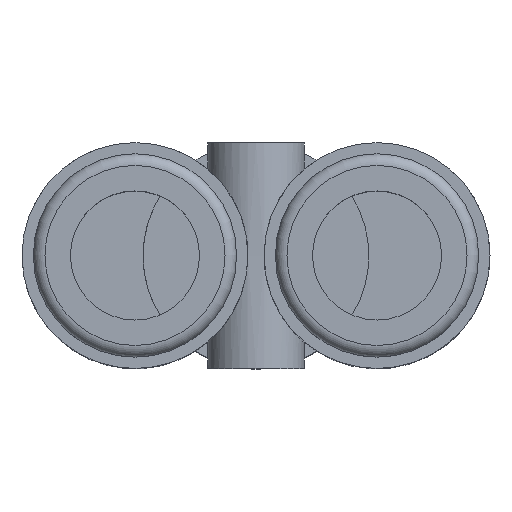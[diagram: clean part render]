
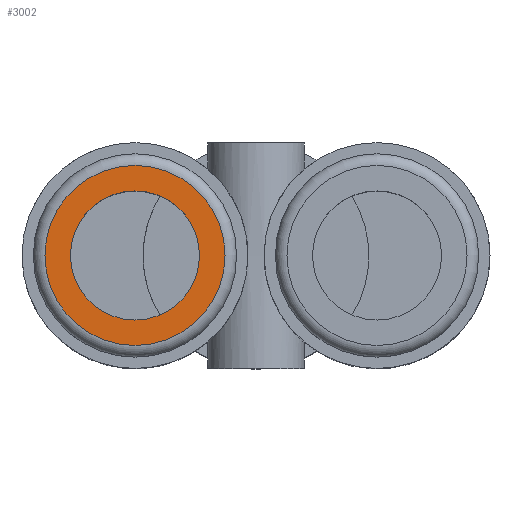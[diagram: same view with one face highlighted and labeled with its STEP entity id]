
A CAD part, top view. The second image highlights one B-rep face of the part: STEP entity #3002.
In plain terms, the highlighted planar face has unit normal (0, 0, 1).
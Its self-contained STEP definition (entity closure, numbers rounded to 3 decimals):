
#1222=ORIENTED_EDGE('',*,*,#1469,.F.);
#1223=ORIENTED_EDGE('',*,*,#1470,.T.);
#1299=CIRCLE('',#2919,5.58);
#1300=CIRCLE('',#2920,4.);
#1374=VERTEX_POINT('',#2794);
#1375=VERTEX_POINT('',#2796);
#1469=EDGE_CURVE('',#1374,#1374,#1299,.T.);
#1470=EDGE_CURVE('',#1375,#1375,#1300,.T.);
#1531=EDGE_LOOP('',(#1222));
#1532=EDGE_LOOP('',(#1223));
#1607=FACE_BOUND('',#1531,.T.);
#1608=FACE_BOUND('',#1532,.T.);
#1817=DIRECTION('',(0.,0.,1.));
#1818=DIRECTION('',(0.,-1.,0.));
#1819=DIRECTION('',(0.,0.,-1.));
#1820=DIRECTION('',(0.,5.58,0.));
#1821=DIRECTION('',(0.,0.,-1.));
#1822=DIRECTION('',(0.,4.,0.));
#2793=CARTESIAN_POINT('',(-7.5,0.,18.9));
#2794=CARTESIAN_POINT('',(-13.08,0.,18.9));
#2795=CARTESIAN_POINT('',(-7.5,0.,18.9));
#2796=CARTESIAN_POINT('',(-11.5,0.,18.9));
#2797=CARTESIAN_POINT('',(-7.5,0.,18.9));
#2918=AXIS2_PLACEMENT_3D('',#2793,#1817,#1818);
#2919=AXIS2_PLACEMENT_3D('',#2795,#1819,#1820);
#2920=AXIS2_PLACEMENT_3D('',#2797,#1821,#1822);
#2962=PLANE('',#2918);
#3002=ADVANCED_FACE('',(#1607,#1608),#2962,.T.);
